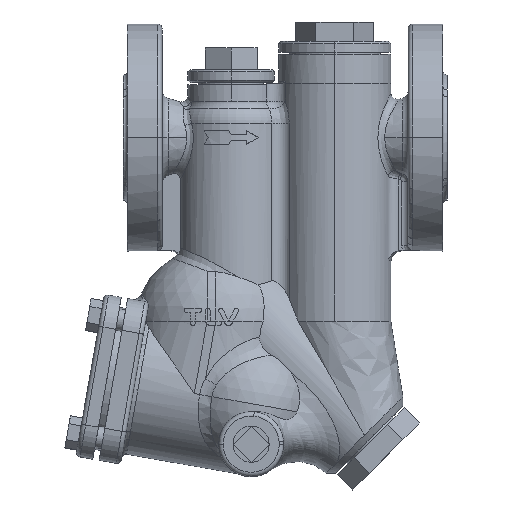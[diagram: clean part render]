
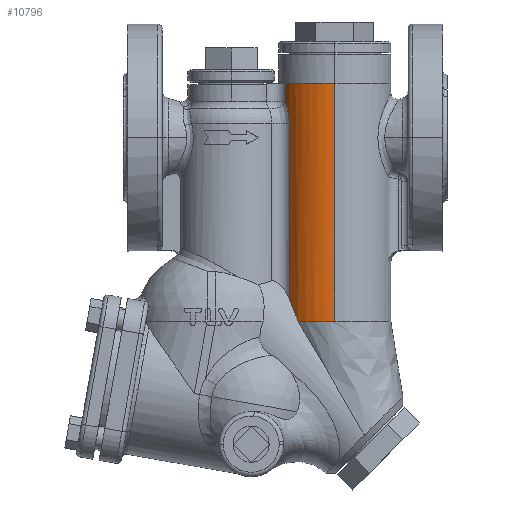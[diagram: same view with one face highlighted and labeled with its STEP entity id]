
A CAD part, top view. The second image highlights one B-rep face of the part: STEP entity #10796.
In plain terms, the highlighted cylindrical face has radius 26 mm (diameter 52 mm), a partial arc.
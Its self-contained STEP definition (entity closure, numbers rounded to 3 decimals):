
#204 = AXIS2_PLACEMENT_3D ( 'NONE', #13898, #13897, #13893 ) ;
#463 = AXIS2_PLACEMENT_3D ( 'NONE', #3663, #3685, #3686 ) ;
#992 = CARTESIAN_POINT ( 'NONE',  ( 26.823, -74.518, 15.084 ) ) ;
#997 = CARTESIAN_POINT ( 'NONE',  ( 26.823, 6.701, 15.084 ) ) ;
#998 = CARTESIAN_POINT ( 'NONE',  ( 48., -84.973, 26. ) ) ;
#999 = CARTESIAN_POINT ( 'NONE',  ( 24.935, 25., 12.001 ) ) ;
#3638 = CARTESIAN_POINT ( 'NONE',  ( 26.823, -74.518, 15.084 ) ) ;
#3650 = CARTESIAN_POINT ( 'NONE',  ( 24.935, -500000., 12.001 ) ) ;
#3651 = CARTESIAN_POINT ( 'NONE',  ( 48., -84.973, 26. ) ) ;
#3652 = DIRECTION ( 'NONE',  ( 0., 1., 0. ) ) ;
#3653 = DIRECTION ( 'NONE',  ( 0., 1., 0. ) ) ;
#3656 = CARTESIAN_POINT ( 'NONE',  ( 27.156, -75.352, 15.552 ) ) ;
#3657 = CARTESIAN_POINT ( 'NONE',  ( 27.495, -76.201, 15.994 ) ) ;
#3658 = CARTESIAN_POINT ( 'NONE',  ( 28.176, -77.914, 16.832 ) ) ;
#3659 = CARTESIAN_POINT ( 'NONE',  ( 28.52, -78.779, 17.228 ) ) ;
#3660 = CARTESIAN_POINT ( 'NONE',  ( 29.557, -81.397, 18.355 ) ) ;
#3661 = CARTESIAN_POINT ( 'NONE',  ( 30.257, -83.172, 19.028 ) ) ;
#3662 = CARTESIAN_POINT ( 'NONE',  ( 30.961, -84.973, 19.638 ) ) ;
#3663 = CARTESIAN_POINT ( 'NONE',  ( 48., 25., 0. ) ) ;
#3685 = DIRECTION ( 'NONE',  ( 0., 1., 0. ) ) ;
#3686 = DIRECTION ( 'NONE',  ( 0., 0., -1. ) ) ;
#5413 = EDGE_LOOP ( 'NONE', ( #5960, #5959, #5963, #5958, #5948, #5968, #5961 ) ) ;
#5948 = ORIENTED_EDGE ( 'NONE', *, *, #16516, .T. ) ;
#5958 = ORIENTED_EDGE ( 'NONE', *, *, #16449, .F. ) ;
#5959 = ORIENTED_EDGE ( 'NONE', *, *, #16448, .T. ) ;
#5960 = ORIENTED_EDGE ( 'NONE', *, *, #16529, .T. ) ;
#5961 = ORIENTED_EDGE ( 'NONE', *, *, #16450, .T. ) ;
#5963 = ORIENTED_EDGE ( 'NONE', *, *, #16453, .F. ) ;
#5968 = ORIENTED_EDGE ( 'NONE', *, *, #16533, .T. ) ;
#7311 = FACE_OUTER_BOUND ( 'NONE', #5413, .T. ) ;
#7319 = CYLINDRICAL_SURFACE ( 'NONE', #204, 26. ) ;
#8168 = VERTEX_POINT ( 'NONE', #992 ) ;
#8170 = VERTEX_POINT ( 'NONE', #997 ) ;
#8171 = VERTEX_POINT ( 'NONE', #998 ) ;
#8172 = VERTEX_POINT ( 'NONE', #999 ) ;
#9124 = VERTEX_POINT ( 'NONE', #13705 ) ;
#9184 = VERTEX_POINT ( 'NONE', #13707 ) ;
#9185 = VERTEX_POINT ( 'NONE', #13708 ) ;
#9245 = B_SPLINE_CURVE_WITH_KNOTS ( 'NONE', 3,
 ( #15543, #15546, #15547, #15548, #15549, #15550, #15551, #15552, #15553, #15554, #15555, #15556, #15557, #15558 ),
 .UNSPECIFIED., .F., .F.,
 ( 4, 2, 2, 2, 2, 2, 4 ),
 ( 0., 0.003, 0.004, 0.005, 0.008, 0.01, 0.011 ),
 .UNSPECIFIED. ) ;
#9249 = B_SPLINE_CURVE_WITH_KNOTS ( 'NONE', 3,
 ( #15605, #15628, #15629, #15630, #15631, #15632, #15633, #15634, #15635, #15636 ),
 .UNSPECIFIED., .F., .F.,
 ( 4, 2, 2, 2, 4 ),
 ( 0., 0.039, 0.078, 0.117, 0.156 ),
 .UNSPECIFIED. ) ;
#10796 = ADVANCED_FACE ( 'NONE', ( #7311 ), #7319, .T. ) ;
#11416 = LINE ( 'NONE', #3650, #11427 ) ;
#11422 = VECTOR ( 'NONE', #3652, 1000. ) ;
#11424 = LINE ( 'NONE', #3651, #11422 ) ;
#11427 = VECTOR ( 'NONE', #3653, 1000. ) ;
#11431 = CIRCLE ( 'NONE', #463, 26. ) ;
#11511 = LINE ( 'NONE', #15645, #11518 ) ;
#11518 = VECTOR ( 'NONE', #15646, 1000. ) ;
#13705 = CARTESIAN_POINT ( 'NONE',  ( 48., 25., 26. ) ) ;
#13707 = CARTESIAN_POINT ( 'NONE',  ( 30.961, -84.973, 19.638 ) ) ;
#13708 = CARTESIAN_POINT ( 'NONE',  ( 24.935, 16.899, 12.001 ) ) ;
#13893 = DIRECTION ( 'NONE',  ( 0., 0., 1. ) ) ;
#13897 = DIRECTION ( 'NONE',  ( 0., 1., 0. ) ) ;
#13898 = CARTESIAN_POINT ( 'NONE',  ( 48., -84.973, 0. ) ) ;
#15543 = CARTESIAN_POINT ( 'NONE',  ( 24.935, 16.899, 12.001 ) ) ;
#15546 = CARTESIAN_POINT ( 'NONE',  ( 25.218, 16.201, 12.545 ) ) ;
#15547 = CARTESIAN_POINT ( 'NONE',  ( 25.48, 15.45, 13.001 ) ) ;
#15548 = CARTESIAN_POINT ( 'NONE',  ( 25.829, 14.254, 13.583 ) ) ;
#15549 = CARTESIAN_POINT ( 'NONE',  ( 25.938, 13.843, 13.759 ) ) ;
#15550 = CARTESIAN_POINT ( 'NONE',  ( 26.14, 13., 14.078 ) ) ;
#15551 = CARTESIAN_POINT ( 'NONE',  ( 26.233, 12.568, 14.221 ) ) ;
#15552 = CARTESIAN_POINT ( 'NONE',  ( 26.481, 11.263, 14.595 ) ) ;
#15553 = CARTESIAN_POINT ( 'NONE',  ( 26.608, 10.373, 14.778 ) ) ;
#15554 = CARTESIAN_POINT ( 'NONE',  ( 26.736, 9.009, 14.961 ) ) ;
#15555 = CARTESIAN_POINT ( 'NONE',  ( 26.768, 8.549, 15.007 ) ) ;
#15556 = CARTESIAN_POINT ( 'NONE',  ( 26.812, 7.627, 15.068 ) ) ;
#15557 = CARTESIAN_POINT ( 'NONE',  ( 26.823, 7.164, 15.084 ) ) ;
#15558 = CARTESIAN_POINT ( 'NONE',  ( 26.823, 6.701, 15.084 ) ) ;
#15605 = CARTESIAN_POINT ( 'NONE',  ( 30.961, -84.973, 19.638 ) ) ;
#15628 = CARTESIAN_POINT ( 'NONE',  ( 32.13, -84.973, 20.653 ) ) ;
#15629 = CARTESIAN_POINT ( 'NONE',  ( 33.391, -84.973, 21.563 ) ) ;
#15630 = CARTESIAN_POINT ( 'NONE',  ( 36.053, -84.973, 23.145 ) ) ;
#15631 = CARTESIAN_POINT ( 'NONE',  ( 37.455, -84.973, 23.816 ) ) ;
#15632 = CARTESIAN_POINT ( 'NONE',  ( 40.357, -84.973, 24.899 ) ) ;
#15633 = CARTESIAN_POINT ( 'NONE',  ( 41.856, -84.973, 25.311 ) ) ;
#15634 = CARTESIAN_POINT ( 'NONE',  ( 44.903, -84.973, 25.861 ) ) ;
#15635 = CARTESIAN_POINT ( 'NONE',  ( 46.452, -84.973, 26. ) ) ;
#15636 = CARTESIAN_POINT ( 'NONE',  ( 48., -84.973, 26. ) ) ;
#15645 = CARTESIAN_POINT ( 'NONE',  ( 26.823, -84.973, 15.084 ) ) ;
#15646 = DIRECTION ( 'NONE',  ( 0., -1., 0. ) ) ;
#16322 = B_SPLINE_CURVE_WITH_KNOTS ( 'NONE', 3,
 ( #3638, #3656, #3657, #3658, #3659, #3660, #3661, #3662 ),
 .UNSPECIFIED., .F., .F.,
 ( 4, 2, 2, 4 ),
 ( 0.054, 0.057, 0.06, 0.066 ),
 .UNSPECIFIED. ) ;
#16448 = EDGE_CURVE ( 'NONE', #8171, #9124, #11424, .T. ) ;
#16449 = EDGE_CURVE ( 'NONE', #9185, #8172, #11416, .T. ) ;
#16450 = EDGE_CURVE ( 'NONE', #8168, #9184, #16322, .T. ) ;
#16453 = EDGE_CURVE ( 'NONE', #8172, #9124, #11431, .T. ) ;
#16516 = EDGE_CURVE ( 'NONE', #9185, #8170, #9245, .T. ) ;
#16529 = EDGE_CURVE ( 'NONE', #9184, #8171, #9249, .T. ) ;
#16533 = EDGE_CURVE ( 'NONE', #8170, #8168, #11511, .T. ) ;
